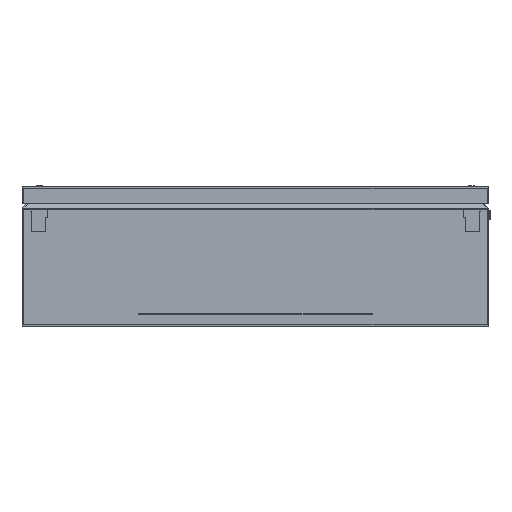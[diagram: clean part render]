
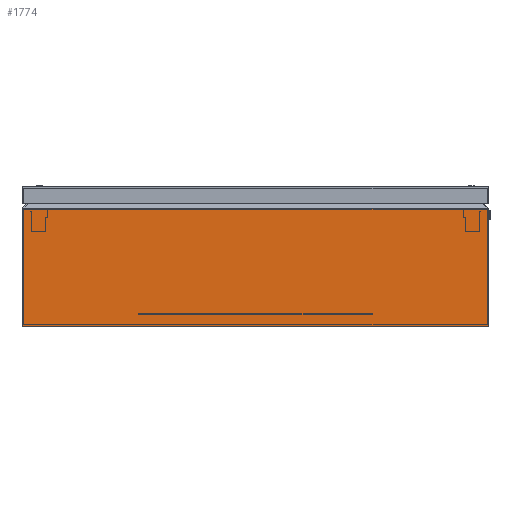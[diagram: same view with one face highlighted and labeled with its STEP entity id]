
A CAD part, left-side view. The second image highlights one B-rep face of the part: STEP entity #1774.
In plain terms, the highlighted planar face has unit normal (-1, 0, 0).
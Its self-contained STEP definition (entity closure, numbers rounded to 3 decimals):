
#721 = VECTOR ( 'NONE', #4952, 1000. ) ;
#1774 = ADVANCED_FACE ( 'NONE', ( #24563 ), #17604, .T. ) ;
#3869 = VECTOR ( 'NONE', #6403, 1000. ) ;
#3958 = VERTEX_POINT ( 'NONE', #10921 ) ;
#4199 = CARTESIAN_POINT ( 'NONE',  ( 0., 0., 0. ) ) ;
#4490 = DIRECTION ( 'NONE',  ( 0., 0., 1. ) ) ;
#4952 = DIRECTION ( 'NONE',  ( 0., 1., 0. ) ) ;
#5252 = EDGE_CURVE ( 'NONE', #9040, #11410, #11449, .T. ) ;
#6257 = LINE ( 'NONE', #4199, #3869 ) ;
#6403 = DIRECTION ( 'NONE',  ( 0., 0., 1. ) ) ;
#6625 = EDGE_CURVE ( 'NONE', #11410, #20025, #13702, .T. ) ;
#6823 = CARTESIAN_POINT ( 'NONE',  ( 0., 0., 0. ) ) ;
#6959 = ORIENTED_EDGE ( 'NONE', *, *, #22629, .T. ) ;
#7061 = VECTOR ( 'NONE', #28586, 1000. ) ;
#9040 = VERTEX_POINT ( 'NONE', #13503 ) ;
#10921 = CARTESIAN_POINT ( 'NONE',  ( 0., 0., 101.167 ) ) ;
#11410 = VERTEX_POINT ( 'NONE', #21439 ) ;
#11449 = LINE ( 'NONE', #24813, #7061 ) ;
#13503 = CARTESIAN_POINT ( 'NONE',  ( 0., 0., 0. ) ) ;
#13702 = LINE ( 'NONE', #20823, #16051 ) ;
#16051 = VECTOR ( 'NONE', #24897, 1000. ) ;
#17604 = PLANE ( 'NONE',  #18760 ) ;
#18470 = CARTESIAN_POINT ( 'NONE',  ( 0., 0., 101.167 ) ) ;
#18760 = AXIS2_PLACEMENT_3D ( 'NONE', #6823, #24856, #4490 ) ;
#18832 = ORIENTED_EDGE ( 'NONE', *, *, #6625, .F. ) ;
#20025 = VERTEX_POINT ( 'NONE', #23846 ) ;
#20215 = LINE ( 'NONE', #18470, #721 ) ;
#20823 = CARTESIAN_POINT ( 'NONE',  ( 0., 400., 0. ) ) ;
#21439 = CARTESIAN_POINT ( 'NONE',  ( 0., 400., 0. ) ) ;
#21887 = EDGE_CURVE ( 'NONE', #9040, #3958, #6257, .T. ) ;
#22629 = EDGE_CURVE ( 'NONE', #3958, #20025, #20215, .T. ) ;
#23846 = CARTESIAN_POINT ( 'NONE',  ( 0., 400., 101.167 ) ) ;
#24563 = FACE_OUTER_BOUND ( 'NONE', #28275, .T. ) ;
#24813 = CARTESIAN_POINT ( 'NONE',  ( 0., 0., 0. ) ) ;
#24856 = DIRECTION ( 'NONE',  ( -1., 0., 0. ) ) ;
#24897 = DIRECTION ( 'NONE',  ( 0., 0., 1. ) ) ;
#26128 = ORIENTED_EDGE ( 'NONE', *, *, #5252, .F. ) ;
#28275 = EDGE_LOOP ( 'NONE', ( #6959, #18832, #26128, #28601 ) ) ;
#28586 = DIRECTION ( 'NONE',  ( 0., 1., 0. ) ) ;
#28601 = ORIENTED_EDGE ( 'NONE', *, *, #21887, .T. ) ;
